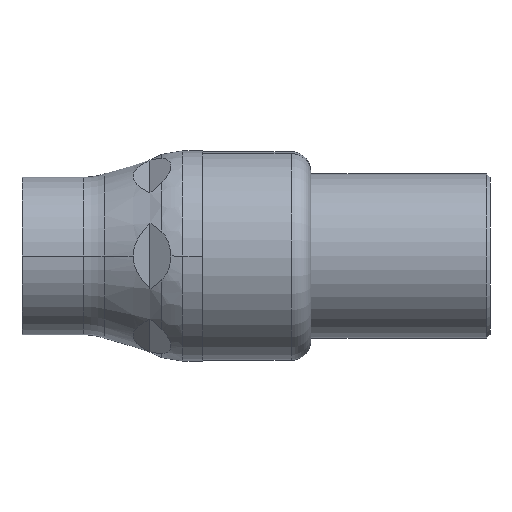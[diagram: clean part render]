
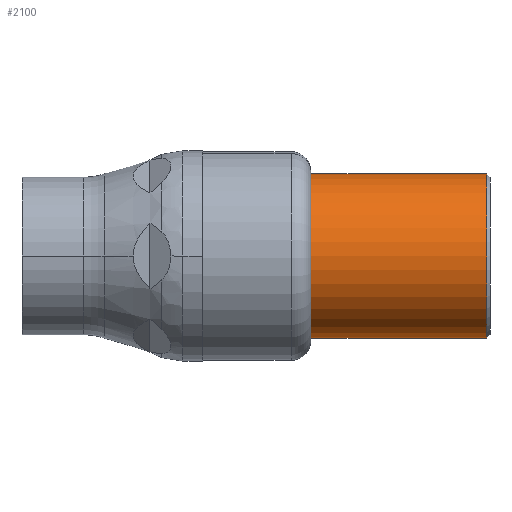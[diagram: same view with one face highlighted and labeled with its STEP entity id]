
A CAD part, left-side view. The second image highlights one B-rep face of the part: STEP entity #2100.
In plain terms, the highlighted cylindrical face has radius 12.5 mm (diameter 25 mm), a partial arc.
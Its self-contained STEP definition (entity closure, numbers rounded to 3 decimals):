
#92 = LINE ( 'NONE', #6331, #2504 ) ;
#367 = CYLINDRICAL_SURFACE ( 'NONE', #7612, 12.5 ) ;
#785 = DIRECTION ( 'NONE',  ( 0., 0., -1. ) ) ;
#1113 = CIRCLE ( 'NONE', #5542, 12.5 ) ;
#1211 = EDGE_CURVE ( 'NONE', #3253, #4475, #11562, .T. ) ;
#1463 = DIRECTION ( 'NONE',  ( 0., 0., 1. ) ) ;
#1658 = EDGE_CURVE ( 'NONE', #11530, #4475, #9945, .T. ) ;
#2100 = ADVANCED_FACE ( 'NONE', ( #4453 ), #367, .T. ) ;
#2504 = VECTOR ( 'NONE', #2565, 1000. ) ;
#2565 = DIRECTION ( 'NONE',  ( 0., -1., 0. ) ) ;
#2830 = CARTESIAN_POINT ( 'NONE',  ( 0., 0., 12.5 ) ) ;
#3253 = VERTEX_POINT ( 'NONE', #2830 ) ;
#3401 = DIRECTION ( 'NONE',  ( 0., -1., 0. ) ) ;
#3913 = CARTESIAN_POINT ( 'NONE',  ( 0., 26.8, 12.5 ) ) ;
#3987 = VECTOR ( 'NONE', #3401, 1000. ) ;
#4230 = VERTEX_POINT ( 'NONE', #3913 ) ;
#4453 = FACE_OUTER_BOUND ( 'NONE', #5576, .T. ) ;
#4475 = VERTEX_POINT ( 'NONE', #9138 ) ;
#4627 = ORIENTED_EDGE ( 'NONE', *, *, #11383, .F. ) ;
#5288 = ORIENTED_EDGE ( 'NONE', *, *, #1658, .T. ) ;
#5542 = AXIS2_PLACEMENT_3D ( 'NONE', #6953, #7829, #1463 ) ;
#5576 = EDGE_LOOP ( 'NONE', ( #4627, #10627, #5288, #10696 ) ) ;
#6013 = DIRECTION ( 'NONE',  ( 0., 0., -1. ) ) ;
#6331 = CARTESIAN_POINT ( 'NONE',  ( 0., 0., 12.5 ) ) ;
#6953 = CARTESIAN_POINT ( 'NONE',  ( 0., 26.8, 0. ) ) ;
#7355 = DIRECTION ( 'NONE',  ( 0., -1., 0. ) ) ;
#7532 = CARTESIAN_POINT ( 'NONE',  ( 0., 26.8, -12.5 ) ) ;
#7612 = AXIS2_PLACEMENT_3D ( 'NONE', #10065, #7355, #785 ) ;
#7829 = DIRECTION ( 'NONE',  ( 0., -1., 0. ) ) ;
#8746 = CARTESIAN_POINT ( 'NONE',  ( 0., 0., 0. ) ) ;
#8826 = EDGE_CURVE ( 'NONE', #4230, #11530, #1113, .T. ) ;
#9138 = CARTESIAN_POINT ( 'NONE',  ( 0., 0., -12.5 ) ) ;
#9716 = DIRECTION ( 'NONE',  ( 0., -1., 0. ) ) ;
#9945 = LINE ( 'NONE', #11975, #3987 ) ;
#10065 = CARTESIAN_POINT ( 'NONE',  ( 0., 0., 0. ) ) ;
#10627 = ORIENTED_EDGE ( 'NONE', *, *, #8826, .T. ) ;
#10696 = ORIENTED_EDGE ( 'NONE', *, *, #1211, .F. ) ;
#11130 = AXIS2_PLACEMENT_3D ( 'NONE', #8746, #9716, #6013 ) ;
#11383 = EDGE_CURVE ( 'NONE', #4230, #3253, #92, .T. ) ;
#11530 = VERTEX_POINT ( 'NONE', #7532 ) ;
#11562 = CIRCLE ( 'NONE', #11130, 12.5 ) ;
#11975 = CARTESIAN_POINT ( 'NONE',  ( 0., 0., -12.5 ) ) ;
